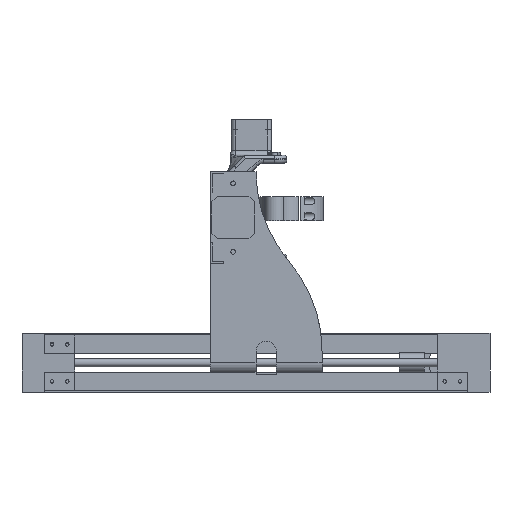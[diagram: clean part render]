
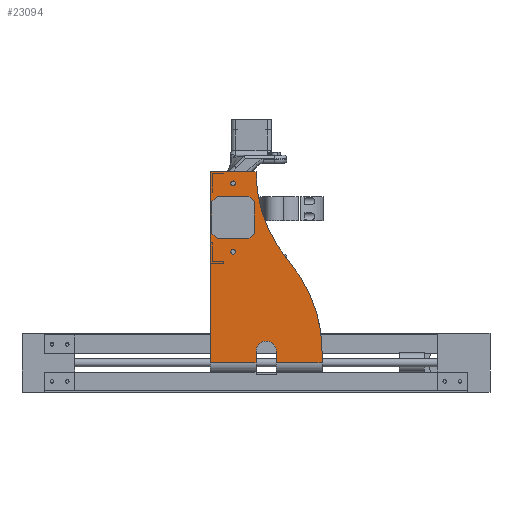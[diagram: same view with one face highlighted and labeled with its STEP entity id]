
A CAD part, left-side view. The second image highlights one B-rep face of the part: STEP entity #23094.
In plain terms, the highlighted planar face has unit normal (-1, 0, 0).
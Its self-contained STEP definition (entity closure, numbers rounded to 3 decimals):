
#811=FACE_BOUND('',#2974,.T.);
#812=FACE_BOUND('',#2975,.T.);
#813=FACE_BOUND('',#2976,.T.);
#814=FACE_BOUND('',#2977,.T.);
#815=FACE_BOUND('',#2978,.T.);
#816=FACE_BOUND('',#2979,.T.);
#817=FACE_BOUND('',#2980,.T.);
#1554=FACE_OUTER_BOUND('',#2973,.T.);
#2973=EDGE_LOOP('',(#17001,#17002,#17003,#17004,#17005,#17006,#17007,#17008,
#17009,#17010));
#2974=EDGE_LOOP('',(#17011));
#2975=EDGE_LOOP('',(#17012));
#2976=EDGE_LOOP('',(#17013));
#2977=EDGE_LOOP('',(#17014));
#2978=EDGE_LOOP('',(#17015));
#2979=EDGE_LOOP('',(#17016));
#2980=EDGE_LOOP('',(#17017));
#4703=CIRCLE('',#24798,1.75);
#4704=CIRCLE('',#24800,1.75);
#4705=CIRCLE('',#24802,1.75);
#4706=CIRCLE('',#24804,2.25);
#4707=CIRCLE('',#24806,12.5);
#4709=CIRCLE('',#24809,1.75);
#4710=CIRCLE('',#24811,2.25);
#4738=CIRCLE('',#24871,10.);
#4739=CIRCLE('',#24873,136.066);
#4740=CIRCLE('',#24875,136.066);
#5502=LINE('',#36912,#7809);
#5516=LINE('',#36955,#7823);
#5517=LINE('',#36965,#7824);
#5524=LINE('',#36992,#7831);
#5525=LINE('',#36994,#7832);
#5528=LINE('',#36999,#7835);
#5529=LINE('',#37000,#7836);
#7809=VECTOR('',#28067,10.);
#7823=VECTOR('',#28115,10.);
#7824=VECTOR('',#28126,10.);
#7831=VECTOR('',#28159,10.);
#7832=VECTOR('',#28162,10.);
#7835=VECTOR('',#28167,10.);
#7836=VECTOR('',#28168,10.);
#10284=VERTEX_POINT('',#36723);
#10285=VERTEX_POINT('',#36727);
#10286=VERTEX_POINT('',#36731);
#10287=VERTEX_POINT('',#36735);
#10288=VERTEX_POINT('',#36739);
#10290=VERTEX_POINT('',#36745);
#10291=VERTEX_POINT('',#36749);
#10338=VERTEX_POINT('',#36909);
#10339=VERTEX_POINT('',#36911);
#10350=VERTEX_POINT('',#36952);
#10351=VERTEX_POINT('',#36954);
#10354=VERTEX_POINT('',#36962);
#10355=VERTEX_POINT('',#36964);
#10357=VERTEX_POINT('',#36972);
#10358=VERTEX_POINT('',#36973);
#10359=VERTEX_POINT('',#36978);
#10362=VERTEX_POINT('',#36990);
#12736=EDGE_CURVE('',#10284,#10284,#4703,.T.);
#12738=EDGE_CURVE('',#10285,#10285,#4704,.T.);
#12740=EDGE_CURVE('',#10286,#10286,#4705,.T.);
#12742=EDGE_CURVE('',#10287,#10287,#4706,.T.);
#12744=EDGE_CURVE('',#10288,#10288,#4707,.T.);
#12747=EDGE_CURVE('',#10290,#10290,#4709,.T.);
#12749=EDGE_CURVE('',#10291,#10291,#4710,.T.);
#12810=EDGE_CURVE('',#10338,#10339,#5502,.T.);
#12830=EDGE_CURVE('',#10351,#10350,#5516,.T.);
#12835=EDGE_CURVE('',#10355,#10354,#5517,.T.);
#12838=EDGE_CURVE('',#10350,#10355,#4738,.T.);
#12839=EDGE_CURVE('',#10357,#10358,#4739,.T.);
#12842=EDGE_CURVE('',#10358,#10359,#4740,.T.);
#12849=EDGE_CURVE('',#10362,#10354,#5524,.T.);
#12850=EDGE_CURVE('',#10351,#10338,#5525,.T.);
#12853=EDGE_CURVE('',#10357,#10362,#5528,.T.);
#12854=EDGE_CURVE('',#10339,#10359,#5529,.T.);
#17001=ORIENTED_EDGE('',*,*,#12830,.T.);
#17002=ORIENTED_EDGE('',*,*,#12838,.T.);
#17003=ORIENTED_EDGE('',*,*,#12835,.T.);
#17004=ORIENTED_EDGE('',*,*,#12849,.F.);
#17005=ORIENTED_EDGE('',*,*,#12853,.F.);
#17006=ORIENTED_EDGE('',*,*,#12839,.T.);
#17007=ORIENTED_EDGE('',*,*,#12842,.T.);
#17008=ORIENTED_EDGE('',*,*,#12854,.F.);
#17009=ORIENTED_EDGE('',*,*,#12810,.F.);
#17010=ORIENTED_EDGE('',*,*,#12850,.F.);
#17011=ORIENTED_EDGE('',*,*,#12736,.T.);
#17012=ORIENTED_EDGE('',*,*,#12738,.T.);
#17013=ORIENTED_EDGE('',*,*,#12740,.T.);
#17014=ORIENTED_EDGE('',*,*,#12742,.T.);
#17015=ORIENTED_EDGE('',*,*,#12744,.T.);
#17016=ORIENTED_EDGE('',*,*,#12747,.T.);
#17017=ORIENTED_EDGE('',*,*,#12749,.T.);
#21984=PLANE('',#24883);
#23094=ADVANCED_FACE('',(#1554,#811,#812,#813,#814,#815,#816,#817),#21984,
 .T.);
#24798=AXIS2_PLACEMENT_3D('',#36724,#27921,#27922);
#24800=AXIS2_PLACEMENT_3D('',#36728,#27926,#27927);
#24802=AXIS2_PLACEMENT_3D('',#36732,#27931,#27932);
#24804=AXIS2_PLACEMENT_3D('',#36736,#27936,#27937);
#24806=AXIS2_PLACEMENT_3D('',#36740,#27941,#27942);
#24809=AXIS2_PLACEMENT_3D('',#36746,#27948,#27949);
#24811=AXIS2_PLACEMENT_3D('',#36750,#27953,#27954);
#24871=AXIS2_PLACEMENT_3D('',#36970,#28132,#28133);
#24873=AXIS2_PLACEMENT_3D('',#36974,#28136,#28137);
#24875=AXIS2_PLACEMENT_3D('',#36979,#28142,#28143);
#24883=AXIS2_PLACEMENT_3D('',#36998,#28165,#28166);
#27921=DIRECTION('center_axis',(1.,0.,0.));
#27922=DIRECTION('ref_axis',(0.,-1.,0.));
#27926=DIRECTION('center_axis',(1.,0.,0.));
#27927=DIRECTION('ref_axis',(0.,-1.,0.));
#27931=DIRECTION('center_axis',(1.,0.,0.));
#27932=DIRECTION('ref_axis',(0.,-1.,0.));
#27936=DIRECTION('center_axis',(1.,0.,0.));
#27937=DIRECTION('ref_axis',(0.,-1.,0.));
#27941=DIRECTION('center_axis',(1.,0.,0.));
#27942=DIRECTION('ref_axis',(0.,-1.,0.));
#27948=DIRECTION('center_axis',(1.,0.,0.));
#27949=DIRECTION('ref_axis',(0.,-1.,0.));
#27953=DIRECTION('center_axis',(1.,0.,0.));
#27954=DIRECTION('ref_axis',(0.,-1.,0.));
#28067=DIRECTION('',(0.,0.,1.));
#28115=DIRECTION('',(0.,0.,1.));
#28126=DIRECTION('',(0.,0.,-1.));
#28132=DIRECTION('center_axis',(1.,0.,0.));
#28133=DIRECTION('ref_axis',(0.,-1.,0.));
#28136=DIRECTION('center_axis',(-1.,0.,0.));
#28137=DIRECTION('ref_axis',(0.,-1.,0.));
#28142=DIRECTION('center_axis',(1.,0.,0.));
#28143=DIRECTION('ref_axis',(0.,1.,0.));
#28159=DIRECTION('',(0.,1.,0.));
#28162=DIRECTION('',(0.,1.,0.));
#28165=DIRECTION('center_axis',(-1.,0.,0.));
#28166=DIRECTION('ref_axis',(0.,0.,-1.));
#28167=DIRECTION('',(0.,0.,-1.));
#28168=DIRECTION('',(0.,-1.,0.));
#36723=CARTESIAN_POINT('',(-31.75,192.,127.5));
#36724=CARTESIAN_POINT('Origin',(-31.75,190.25,127.5));
#36727=CARTESIAN_POINT('',(-31.75,192.,158.5));
#36728=CARTESIAN_POINT('Origin',(-31.75,190.25,158.5));
#36731=CARTESIAN_POINT('',(-31.75,223.,127.5));
#36732=CARTESIAN_POINT('Origin',(-31.75,221.25,127.5));
#36735=CARTESIAN_POINT('',(-31.75,208.,176.75));
#36736=CARTESIAN_POINT('Origin',(-31.75,205.75,176.75));
#36739=CARTESIAN_POINT('',(-31.75,218.25,143.));
#36740=CARTESIAN_POINT('Origin',(-31.75,205.75,143.));
#36745=CARTESIAN_POINT('',(-31.75,223.,158.5));
#36746=CARTESIAN_POINT('Origin',(-31.75,221.25,158.5));
#36749=CARTESIAN_POINT('',(-31.75,208.,109.25));
#36750=CARTESIAN_POINT('Origin',(-31.75,205.75,109.25));
#36909=CARTESIAN_POINT('',(-31.75,228.25,0.));
#36911=CARTESIAN_POINT('',(-31.75,228.25,188.));
#36912=CARTESIAN_POINT('',(-31.75,228.25,165.5));
#36952=CARTESIAN_POINT('',(-31.75,183.25,11.5));
#36954=CARTESIAN_POINT('',(-31.75,183.25,0.));
#36955=CARTESIAN_POINT('',(-31.75,183.25,88.5));
#36962=CARTESIAN_POINT('',(-31.75,163.25,0.));
#36964=CARTESIAN_POINT('',(-31.75,163.25,11.5));
#36965=CARTESIAN_POINT('',(-31.75,163.25,99.75));
#36970=CARTESIAN_POINT('Origin',(-31.75,173.25,11.5));
#36972=CARTESIAN_POINT('',(-31.75,118.25,11.5));
#36973=CARTESIAN_POINT('',(-31.75,150.75,99.75));
#36974=CARTESIAN_POINT('Origin',(-31.75,254.316,11.5));
#36978=CARTESIAN_POINT('',(-31.75,183.25,188.));
#36979=CARTESIAN_POINT('Origin',(-31.75,47.184,188.));
#36990=CARTESIAN_POINT('',(-31.75,118.25,0.));
#36992=CARTESIAN_POINT('',(-31.75,183.25,0.));
#36994=CARTESIAN_POINT('',(-31.75,183.25,0.));
#36998=CARTESIAN_POINT('Origin',(-31.75,183.25,188.));
#36999=CARTESIAN_POINT('',(-31.75,118.25,165.5));
#37000=CARTESIAN_POINT('',(-31.75,183.25,188.));
